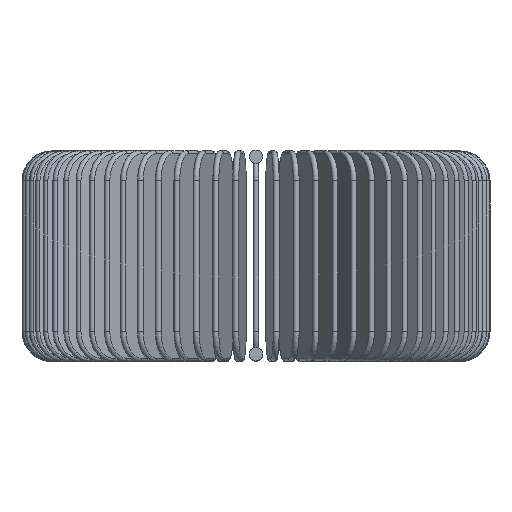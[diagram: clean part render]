
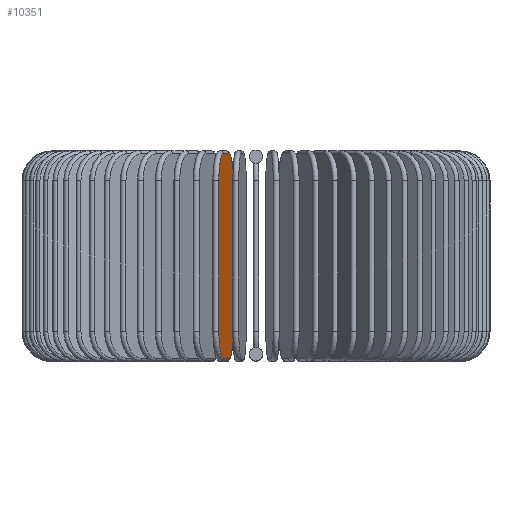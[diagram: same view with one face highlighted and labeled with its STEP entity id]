
A CAD part, top view. The second image highlights one B-rep face of the part: STEP entity #10351.
In plain terms, the highlighted planar face has unit normal (0.985, 0, 0.174).
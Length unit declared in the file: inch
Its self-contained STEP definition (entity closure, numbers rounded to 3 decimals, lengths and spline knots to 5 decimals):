
#10179=DIRECTION('',(0.,-1.,0.));
#10180=VECTOR('',#10179,0.252);
#10181=CARTESIAN_POINT('',(-0.0621,0.302,0.381));
#10182=LINE('',#10181,#10180);
#10183=CARTESIAN_POINT('',(-0.05429,0.302,0.33669));
#10184=DIRECTION('',(0.985,0.,0.174));
#10185=DIRECTION('',(0.,1.,0.));
#10186=AXIS2_PLACEMENT_3D('',#10183,#10184,#10185);
#10188=DIRECTION('',(-0.174,0.,0.985));
#10189=VECTOR('',#10188,0.05);
#10190=CARTESIAN_POINT('',(-0.04561,0.347,0.28745));
#10191=LINE('',#10190,#10189);
#10192=CARTESIAN_POINT('',(-0.04561,0.302,0.28745));
#10193=DIRECTION('',(0.985,0.,0.174));
#10194=DIRECTION('',(0.174,0.,-0.985));
#10195=AXIS2_PLACEMENT_3D('',#10192,#10193,#10194);
#10197=DIRECTION('',(0.,1.,0.));
#10198=VECTOR('',#10197,0.252);
#10199=CARTESIAN_POINT('',(-0.03779,0.05,0.24313));
#10200=LINE('',#10199,#10198);
#10201=CARTESIAN_POINT('',(-0.04561,0.05,0.28745));
#10202=DIRECTION('',(0.985,0.,0.174));
#10203=DIRECTION('',(0.,-1.,0.));
#10204=AXIS2_PLACEMENT_3D('',#10201,#10202,#10203);
#10206=DIRECTION('',(0.174,0.,-0.985));
#10207=VECTOR('',#10206,0.05);
#10208=CARTESIAN_POINT('',(-0.05429,0.005,0.33669));
#10209=LINE('',#10208,#10207);
#10210=CARTESIAN_POINT('',(-0.05429,0.05,0.33669));
#10211=DIRECTION('',(0.985,0.,0.174));
#10212=DIRECTION('',(-0.174,0.,0.985));
#10213=AXIS2_PLACEMENT_3D('',#10210,#10211,#10212);
#10249=CARTESIAN_POINT('',(-0.0621,0.302,0.381));
#10250=CARTESIAN_POINT('',(-0.0621,0.05,0.381));
#10251=VERTEX_POINT('',#10249);
#10252=VERTEX_POINT('',#10250);
#10255=CARTESIAN_POINT('',(-0.05429,0.005,0.33669));
#10256=VERTEX_POINT('',#10255);
#10259=CARTESIAN_POINT('',(-0.04561,0.005,0.28745));
#10260=VERTEX_POINT('',#10259);
#10263=CARTESIAN_POINT('',(-0.03779,0.05,0.24313));
#10264=VERTEX_POINT('',#10263);
#10267=CARTESIAN_POINT('',(-0.03779,0.302,0.24313));
#10268=VERTEX_POINT('',#10267);
#10271=CARTESIAN_POINT('',(-0.04561,0.347,0.28745));
#10272=VERTEX_POINT('',#10271);
#10275=CARTESIAN_POINT('',(-0.05429,0.347,0.33669));
#10276=VERTEX_POINT('',#10275);
#10330=CARTESIAN_POINT('',(-0.06297,0.,0.38593));
#10331=DIRECTION('',(0.985,0.,0.174));
#10332=DIRECTION('',(0.174,0.,-0.985));
#10333=AXIS2_PLACEMENT_3D('',#10330,#10331,#10332);
#10334=PLANE('',#10333);
#10335=ORIENTED_EDGE('',*,*,#10323,.F.);
#10336=ORIENTED_EDGE('',*,*,#10286,.F.);
#10338=ORIENTED_EDGE('',*,*,#10337,.F.);
#10340=ORIENTED_EDGE('',*,*,#10339,.F.);
#10342=ORIENTED_EDGE('',*,*,#10341,.F.);
#10344=ORIENTED_EDGE('',*,*,#10343,.F.);
#10346=ORIENTED_EDGE('',*,*,#10345,.F.);
#10348=ORIENTED_EDGE('',*,*,#10347,.F.);
#10349=EDGE_LOOP('',(#10335,#10336,#10338,#10340,#10342,#10344,#10346,#10348));
#10350=FACE_OUTER_BOUND('',#10349,.F.);
#10187=CIRCLE('',#10186,0.045);
#10196=CIRCLE('',#10195,0.045);
#10205=CIRCLE('',#10204,0.045);
#10214=CIRCLE('',#10213,0.045);
#10286=EDGE_CURVE('',#10276,#10251,#10187,.T.);
#10323=EDGE_CURVE('',#10251,#10252,#10182,.T.);
#10337=EDGE_CURVE('',#10272,#10276,#10191,.T.);
#10339=EDGE_CURVE('',#10268,#10272,#10196,.T.);
#10341=EDGE_CURVE('',#10264,#10268,#10200,.T.);
#10343=EDGE_CURVE('',#10260,#10264,#10205,.T.);
#10345=EDGE_CURVE('',#10256,#10260,#10209,.T.);
#10347=EDGE_CURVE('',#10252,#10256,#10214,.T.);
#10351=ADVANCED_FACE('',(#10350),#10334,.T.);
